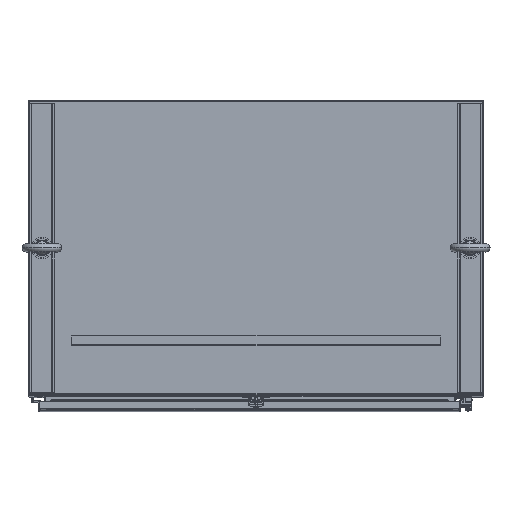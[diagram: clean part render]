
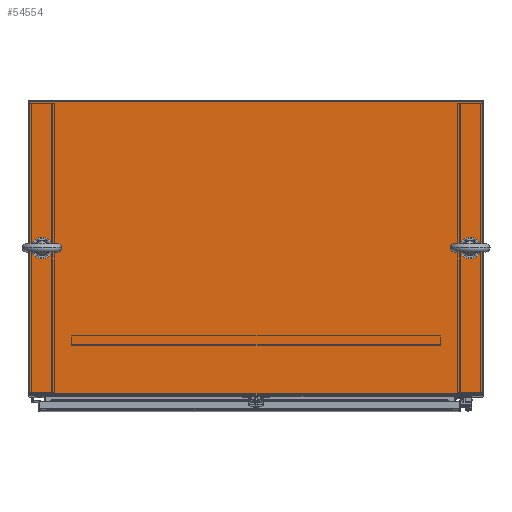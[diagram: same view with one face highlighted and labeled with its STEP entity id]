
A CAD part, top view. The second image highlights one B-rep face of the part: STEP entity #54554.
In plain terms, the highlighted planar face has unit normal (0, 0, 1).
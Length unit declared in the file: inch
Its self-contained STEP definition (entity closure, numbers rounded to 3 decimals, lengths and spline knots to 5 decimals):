
#406 = ORIENTED_EDGE ( 'NONE', *, *, #62618, .F. ) ;
#1597 = VERTEX_POINT ( 'NONE', #48538 ) ;
#1613 = LINE ( 'NONE', #28530, #51455 ) ;
#1732 = EDGE_LOOP ( 'NONE', ( #21989, #32303 ) ) ;
#3339 = EDGE_LOOP ( 'NONE', ( #47175, #34071 ) ) ;
#3970 = DIRECTION ( 'NONE',  ( -1., 0., 0. ) ) ;
#8219 = DIRECTION ( 'NONE',  ( 0., 0., -1. ) ) ;
#10692 = FACE_BOUND ( 'NONE', #1732, .T. ) ;
#12611 = LINE ( 'NONE', #40591, #25651 ) ;
#12944 = CARTESIAN_POINT ( 'NONE',  ( -18.435, 12., 72.06 ) ) ;
#13040 = CARTESIAN_POINT ( 'NONE',  ( -17.435, 0.032, 72.06 ) ) ;
#15022 = DIRECTION ( 'NONE',  ( 1., 0., 0. ) ) ;
#16238 = DIRECTION ( 'NONE',  ( -1., 0., 0. ) ) ;
#16289 = CARTESIAN_POINT ( 'NONE',  ( -17.435, 0.032, 72.06 ) ) ;
#16382 = EDGE_CURVE ( 'NONE', #25507, #26186, #44773, .T. ) ;
#17051 = VERTEX_POINT ( 'NONE', #12944 ) ;
#18280 = AXIS2_PLACEMENT_3D ( 'NONE', #61879, #68762, #50449 ) ;
#18411 = CIRCLE ( 'NONE', #54897, 0.375 ) ;
#18571 = EDGE_CURVE ( 'NONE', #20422, #65170, #46869, .T. ) ;
#19785 = EDGE_LOOP ( 'NONE', ( #33896, #31139, #31385, #406 ) ) ;
#20422 = VERTEX_POINT ( 'NONE', #39971 ) ;
#20668 = CARTESIAN_POINT ( 'NONE',  ( 17.81, 0.032, 72.06 ) ) ;
#21989 = ORIENTED_EDGE ( 'NONE', *, *, #16382, .T. ) ;
#22104 = FACE_BOUND ( 'NONE', #3339, .T. ) ;
#22474 = EDGE_CURVE ( 'NONE', #26186, #25507, #18411, .T. ) ;
#25507 = VERTEX_POINT ( 'NONE', #20668 ) ;
#25651 = VECTOR ( 'NONE', #56091, 39.37008 ) ;
#26068 = CARTESIAN_POINT ( 'NONE',  ( 17.435, 0.032, 72.06 ) ) ;
#26186 = VERTEX_POINT ( 'NONE', #29359 ) ;
#28530 = CARTESIAN_POINT ( 'NONE',  ( 18.435, -12., 72.06 ) ) ;
#29359 = CARTESIAN_POINT ( 'NONE',  ( 17.06, 0.032, 72.06 ) ) ;
#29469 = AXIS2_PLACEMENT_3D ( 'NONE', #26068, #71016, #15022 ) ;
#30337 = DIRECTION ( 'NONE',  ( 1., 0., 0. ) ) ;
#31139 = ORIENTED_EDGE ( 'NONE', *, *, #58409, .T. ) ;
#31385 = ORIENTED_EDGE ( 'NONE', *, *, #42899, .T. ) ;
#32303 = ORIENTED_EDGE ( 'NONE', *, *, #22474, .T. ) ;
#32810 = LINE ( 'NONE', #55275, #43463 ) ;
#33896 = ORIENTED_EDGE ( 'NONE', *, *, #42477, .T. ) ;
#34071 = ORIENTED_EDGE ( 'NONE', *, *, #56337, .T. ) ;
#38752 = DIRECTION ( 'NONE',  ( 0., 0., -1. ) ) ;
#39402 = FACE_OUTER_BOUND ( 'NONE', #19785, .T. ) ;
#39971 = CARTESIAN_POINT ( 'NONE',  ( -17.06, 0.032, 72.06 ) ) ;
#40591 = CARTESIAN_POINT ( 'NONE',  ( -18.435, 12., 72.06 ) ) ;
#42477 = EDGE_CURVE ( 'NONE', #1597, #46513, #1613, .T. ) ;
#42899 = EDGE_CURVE ( 'NONE', #17051, #48910, #12611, .T. ) ;
#43463 = VECTOR ( 'NONE', #16238, 39.37008 ) ;
#44092 = DIRECTION ( 'NONE',  ( 1., 0., 0. ) ) ;
#44757 = DIRECTION ( 'NONE',  ( 0., 1., 0. ) ) ;
#44773 = CIRCLE ( 'NONE', #29469, 0.375 ) ;
#44872 = VECTOR ( 'NONE', #3970, 39.37008 ) ;
#46513 = VERTEX_POINT ( 'NONE', #58354 ) ;
#46869 = CIRCLE ( 'NONE', #56299, 0.375 ) ;
#47175 = ORIENTED_EDGE ( 'NONE', *, *, #18571, .T. ) ;
#48538 = CARTESIAN_POINT ( 'NONE',  ( 18.435, -11.857, 72.06 ) ) ;
#48910 = VERTEX_POINT ( 'NONE', #61134 ) ;
#49285 = CARTESIAN_POINT ( 'NONE',  ( -18.435, -11.857, 72.06 ) ) ;
#49655 = CARTESIAN_POINT ( 'NONE',  ( -17.81, 0.032, 72.06 ) ) ;
#49734 = PLANE ( 'NONE',  #18280 ) ;
#50449 = DIRECTION ( 'NONE',  ( 1., 0., 0. ) ) ;
#51392 = AXIS2_PLACEMENT_3D ( 'NONE', #13040, #8219, #30337 ) ;
#51455 = VECTOR ( 'NONE', #44757, 39.37008 ) ;
#54430 = LINE ( 'NONE', #49285, #44872 ) ;
#54554 = ADVANCED_FACE ( 'NONE', ( #39402, #10692, #22104 ), #49734, .T. ) ;
#54897 = AXIS2_PLACEMENT_3D ( 'NONE', #65484, #60687, #44092 ) ;
#55275 = CARTESIAN_POINT ( 'NONE',  ( 18.435, 12., 72.06 ) ) ;
#56091 = DIRECTION ( 'NONE',  ( 0., -1., 0. ) ) ;
#56299 = AXIS2_PLACEMENT_3D ( 'NONE', #16289, #38752, #61236 ) ;
#56337 = EDGE_CURVE ( 'NONE', #65170, #20422, #69039, .T. ) ;
#58354 = CARTESIAN_POINT ( 'NONE',  ( 18.435, 12., 72.06 ) ) ;
#58409 = EDGE_CURVE ( 'NONE', #46513, #17051, #32810, .T. ) ;
#60687 = DIRECTION ( 'NONE',  ( 0., 0., -1. ) ) ;
#61134 = CARTESIAN_POINT ( 'NONE',  ( -18.435, -11.857, 72.06 ) ) ;
#61236 = DIRECTION ( 'NONE',  ( 1., 0., 0. ) ) ;
#61879 = CARTESIAN_POINT ( 'NONE',  ( -18.435, -12., 72.06 ) ) ;
#62618 = EDGE_CURVE ( 'NONE', #1597, #48910, #54430, .T. ) ;
#65170 = VERTEX_POINT ( 'NONE', #49655 ) ;
#65484 = CARTESIAN_POINT ( 'NONE',  ( 17.435, 0.032, 72.06 ) ) ;
#68762 = DIRECTION ( 'NONE',  ( 0., 0., 1. ) ) ;
#69039 = CIRCLE ( 'NONE', #51392, 0.375 ) ;
#71016 = DIRECTION ( 'NONE',  ( 0., 0., -1. ) ) ;
